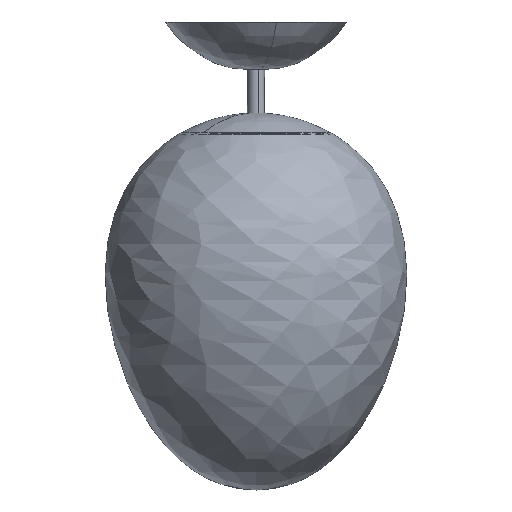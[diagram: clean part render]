
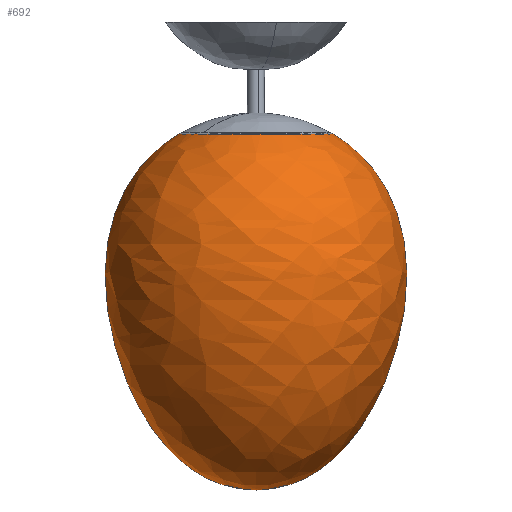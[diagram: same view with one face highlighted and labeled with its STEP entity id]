
A CAD part, front view. The second image highlights one B-rep face of the part: STEP entity #692.
In plain terms, the highlighted free-form (B-spline) face has degree [3, 2] with [5, 5] control points.
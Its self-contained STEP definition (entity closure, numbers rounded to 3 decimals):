
#692=ADVANCED_FACE('',(#1249),#9565,.T.);
#1249=FACE_OUTER_BOUND('',#1831,.T.);
#1831=EDGE_LOOP('',(#4887,#4888,#4889));
#4887=ORIENTED_EDGE('',*,*,#6441,.T.);
#4888=ORIENTED_EDGE('',*,*,#6443,.F.);
#4889=ORIENTED_EDGE('',*,*,#6452,.F.);
#6441=EDGE_CURVE('',#9018,#9019,#7872,.T.);
#6443=EDGE_CURVE('',#9021,#9019,#7990,.T.);
#6452=EDGE_CURVE('',#9018,#9021,#7874,.T.);
#7872=B_SPLINE_CURVE_WITH_KNOTS('',3,(#19634,#19635,#19636,#19637,#19638),
 .UNSPECIFIED.,.F.,.F.,(4,1,4),(0.,227.775,452.568),
 .UNSPECIFIED.);
#7874=B_SPLINE_CURVE_WITH_KNOTS('',3,(#19691,#19692,#19693,#19694,#19695),
 .UNSPECIFIED.,.F.,.F.,(4,1,4),(0.,227.775,452.568),
 .UNSPECIFIED.);
#7990=(
BOUNDED_CURVE()
B_SPLINE_CURVE(2,(#19644,#19645,#19646,#19647,#19648),.UNSPECIFIED.,.F.,
 .F.)
B_SPLINE_CURVE_WITH_KNOTS((3,2,3),(0.,120.838,241.676),
 .UNSPECIFIED.)
CURVE()
GEOMETRIC_REPRESENTATION_ITEM()
RATIONAL_B_SPLINE_CURVE((1.,0.707,1.,0.707,1.))
REPRESENTATION_ITEM('')
);
#9018=VERTEX_POINT('',#19579);
#9019=VERTEX_POINT('',#19580);
#9021=VERTEX_POINT('',#19582);
#9565=(
BOUNDED_SURFACE()
B_SPLINE_SURFACE(3,2,((#19329,#19330,#19331,#19332,#19333),(#19334,#19335,
#19336,#19337,#19338),(#19339,#19340,#19341,#19342,#19343),(#19344,#19345,
#19346,#19347,#19348),(#19349,#19350,#19351,#19352,#19353)),
 .UNSPECIFIED.,.F.,.F.,.F.)
B_SPLINE_SURFACE_WITH_KNOTS((4,1,4),(3,2,3),(0.,227.775,452.568),
(0.,235.593,471.187),.UNSPECIFIED.)
GEOMETRIC_REPRESENTATION_ITEM()
RATIONAL_B_SPLINE_SURFACE(((1.,0.707,1.,0.707,1.),
(1.,0.707,1.,0.707,1.),(1.,0.707,1.,
0.707,1.),(1.,0.707,1.,0.707,1.),(1.,
0.707,1.,0.707,1.)))
REPRESENTATION_ITEM('')
SURFACE()
);
#19329=CARTESIAN_POINT('',(0.,0.,-175.));
#19330=CARTESIAN_POINT('',(0.,0.,-175.));
#19331=CARTESIAN_POINT('',(0.,0.,-175.));
#19332=CARTESIAN_POINT('',(0.,0.,-175.));
#19333=CARTESIAN_POINT('',(0.,0.,-175.));
#19334=CARTESIAN_POINT('',(90.574,0.,-175.));
#19335=CARTESIAN_POINT('',(90.574,-90.574,-175.));
#19336=CARTESIAN_POINT('',(0.,-90.574,-175.));
#19337=CARTESIAN_POINT('',(-90.574,-90.574,-175.));
#19338=CARTESIAN_POINT('',(-90.574,0.,-175.));
#19339=CARTESIAN_POINT('',(189.259,0.,37.264));
#19340=CARTESIAN_POINT('',(189.259,-189.259,37.264));
#19341=CARTESIAN_POINT('',(0.,-189.259,37.264));
#19342=CARTESIAN_POINT('',(-189.259,-189.259,37.264));
#19343=CARTESIAN_POINT('',(-189.259,0.,37.264));
#19344=CARTESIAN_POINT('',(125.171,0.,149.949));
#19345=CARTESIAN_POINT('',(125.171,-125.171,149.949));
#19346=CARTESIAN_POINT('',(0.,-125.171,149.949));
#19347=CARTESIAN_POINT('',(-125.171,-125.171,149.949));
#19348=CARTESIAN_POINT('',(-125.171,0.,149.949));
#19349=CARTESIAN_POINT('',(76.928,0.,178.771));
#19350=CARTESIAN_POINT('',(76.928,-76.928,178.771));
#19351=CARTESIAN_POINT('',(0.,-76.928,178.771));
#19352=CARTESIAN_POINT('',(-76.928,-76.928,178.771));
#19353=CARTESIAN_POINT('',(-76.928,0.,178.771));
#19579=CARTESIAN_POINT('',(0.,0.,-175.));
#19580=CARTESIAN_POINT('',(76.928,0.,178.771));
#19582=CARTESIAN_POINT('',(-76.928,0.,178.771));
#19634=CARTESIAN_POINT('',(0.,0.,-175.));
#19635=CARTESIAN_POINT('',(90.574,0.,-175.));
#19636=CARTESIAN_POINT('',(189.259,0.,37.264));
#19637=CARTESIAN_POINT('',(125.171,0.,149.949));
#19638=CARTESIAN_POINT('',(76.928,0.,178.771));
#19644=CARTESIAN_POINT('',(-76.928,0.,178.771));
#19645=CARTESIAN_POINT('',(-76.928,-76.928,178.771));
#19646=CARTESIAN_POINT('',(0.,-76.928,178.771));
#19647=CARTESIAN_POINT('',(76.928,-76.928,178.771));
#19648=CARTESIAN_POINT('',(76.928,0.,178.771));
#19691=CARTESIAN_POINT('',(0.,0.,-175.));
#19692=CARTESIAN_POINT('',(-90.574,0.,-175.));
#19693=CARTESIAN_POINT('',(-189.259,0.,37.264));
#19694=CARTESIAN_POINT('',(-125.171,0.,149.949));
#19695=CARTESIAN_POINT('',(-76.928,0.,178.771));
